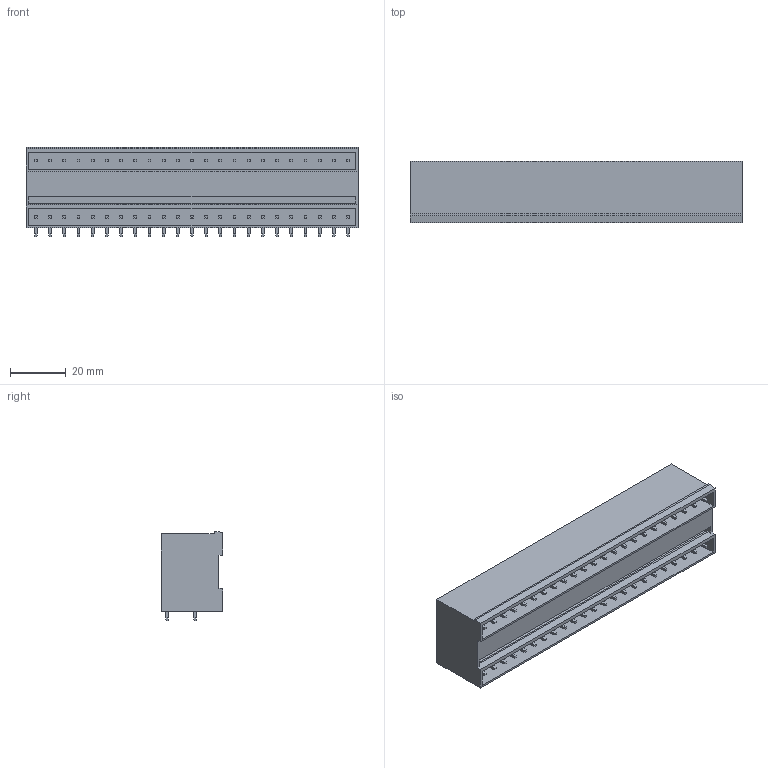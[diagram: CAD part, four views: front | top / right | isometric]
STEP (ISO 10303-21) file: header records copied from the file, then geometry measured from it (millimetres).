
FILE_DESCRIPTION(('CATIA V5 STEP Exchange','CAx-IF Rec.Pracs.--- Model Styling and Organization---1.2---2011-12-15'),'2;1');
FILE_NAME ('D1453120_0_1602000000_1602000000.stp','2018-11-03T03:59:08+00:00',('none'),('Weidmueller'),'CATIA Version 5-6 Release 2014','CATIA V5 STEP AP214','none');
FILE_SCHEMA(('AUTOMOTIVE_DESIGN { 1 0 10303 214 1 1 1 1 }'));
Length unit declared in the file: millimetre
Products named in the file (1): 1602000000
Bounding box: 118.84 x 22 x 31.88 mm (x, y, z)
Volume: 34984.1 mm3; surface area: 34352.2 mm2
Topology: 47 solids, 47 shells, 1046 faces, 2482 edges, 1532 vertices
Faces by surface type: plane 1046
Entity records: 25216 total; most frequent: ORIENTED_EDGE 4964, CARTESIAN_POINT 4712, DIRECTION 2772, EDGE_CURVE 2482, VECTOR 2114, LINE 2114, VERTEX_POINT 1532, EDGE_LOOP 1140
